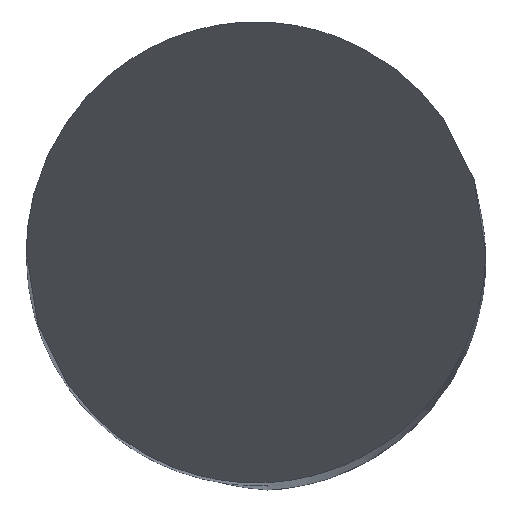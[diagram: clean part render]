
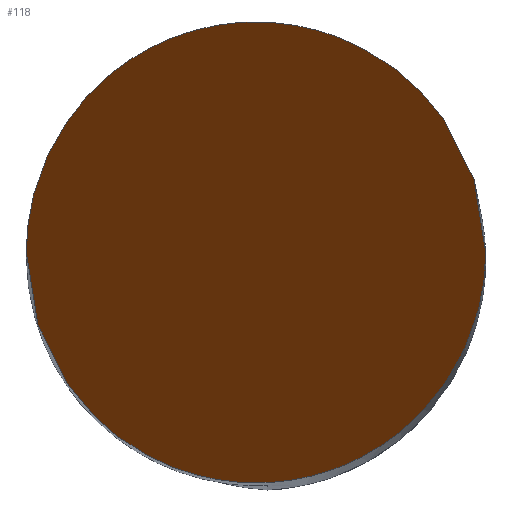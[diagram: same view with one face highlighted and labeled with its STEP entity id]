
A CAD part, top view. The second image highlights one B-rep face of the part: STEP entity #118.
In plain terms, the highlighted planar face has unit normal (0, -0.866, 0.5).
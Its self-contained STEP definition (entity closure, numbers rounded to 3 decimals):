
#52=PLANE('',#515);
#118=ADVANCED_FACE('',(#146),#52,.T.);
#146=FACE_OUTER_BOUND('',#172,.T.);
#172=EDGE_LOOP('',(#255,#256));
#255=ORIENTED_EDGE('',*,*,#411,.T.);
#256=ORIENTED_EDGE('',*,*,#387,.T.);
#345=VERTEX_POINT('',#688);
#346=VERTEX_POINT('',#689);
#387=EDGE_CURVE('',#345,#346,#464,.T.);
#411=EDGE_CURVE('',#346,#345,#469,.T.);
#464=(
BOUNDED_CURVE()
B_SPLINE_CURVE(3,(#684,#685,#686,#687),.UNSPECIFIED.,.F.,.F.)
B_SPLINE_CURVE_WITH_KNOTS((4,4),(0.,1.),.UNSPECIFIED.)
CURVE()
GEOMETRIC_REPRESENTATION_ITEM()
RATIONAL_B_SPLINE_CURVE((1.,0.333,0.333,1.))
REPRESENTATION_ITEM('')
);
#469=(
BOUNDED_CURVE()
B_SPLINE_CURVE(3,(#797,#798,#799,#800),.UNSPECIFIED.,.F.,.F.)
B_SPLINE_CURVE_WITH_KNOTS((4,4),(0.,1.),.UNSPECIFIED.)
CURVE()
GEOMETRIC_REPRESENTATION_ITEM()
RATIONAL_B_SPLINE_CURVE((1.,0.333,0.333,1.))
REPRESENTATION_ITEM('')
);
#515=AXIS2_PLACEMENT_3D('',#863,#571,#572);
#571=DIRECTION('',(0.,-0.866,0.5));
#572=DIRECTION('',(0.,-0.5,-0.866));
#684=CARTESIAN_POINT('',(2.,0.,0.));
#685=CARTESIAN_POINT('',(2.,4.,6.928));
#686=CARTESIAN_POINT('',(-2.,4.,6.928));
#687=CARTESIAN_POINT('',(-2.,0.,0.));
#688=CARTESIAN_POINT('',(2.,0.,0.));
#689=CARTESIAN_POINT('',(-2.,0.,0.));
#797=CARTESIAN_POINT('',(-2.,0.,0.));
#798=CARTESIAN_POINT('',(-2.,-4.,-6.928));
#799=CARTESIAN_POINT('',(2.,-4.,-6.928));
#800=CARTESIAN_POINT('',(2.,0.,0.));
#863=CARTESIAN_POINT('',(-60.081,2.,3.464));
